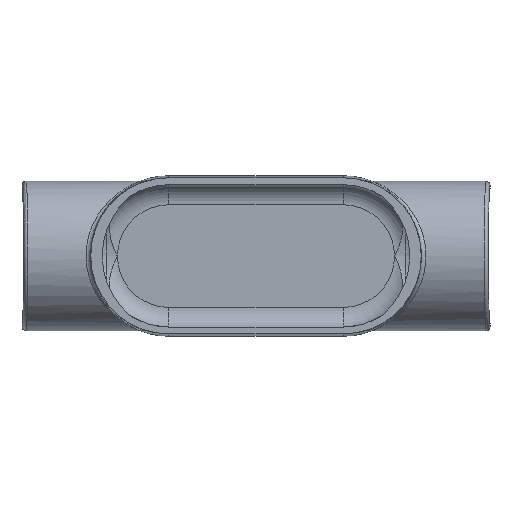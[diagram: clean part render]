
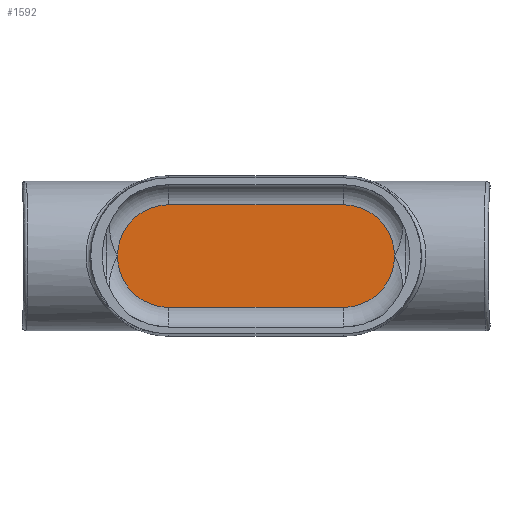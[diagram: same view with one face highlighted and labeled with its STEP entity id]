
A CAD part, top view. The second image highlights one B-rep face of the part: STEP entity #1592.
In plain terms, the highlighted planar face has unit normal (0, 0, 1).
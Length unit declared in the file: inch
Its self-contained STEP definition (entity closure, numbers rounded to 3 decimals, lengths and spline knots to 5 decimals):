
#101=LINE('',#4750,#177);
#103=LINE('',#4753,#179);
#177=VECTOR('',#2022,4.75);
#179=VECTOR('',#2026,4.75);
#244=PLANE('',#1741);
#328=CIRCLE('',#1712,1.39766);
#329=CIRCLE('',#1714,1.39766);
#336=CIRCLE('',#1726,1.39766);
#337=CIRCLE('',#1728,1.39766);
#439=FACE_OUTER_BOUND('',#536,.T.);
#536=EDGE_LOOP('',(#1155,#1156,#1157,#1158,#1159,#1160));
#680=VERTEX_POINT('',#4559);
#682=VERTEX_POINT('',#4574);
#684=VERTEX_POINT('',#4591);
#693=VERTEX_POINT('',#4655);
#695=VERTEX_POINT('',#4670);
#697=VERTEX_POINT('',#4687);
#846=EDGE_CURVE('',#682,#680,#328,.F.);
#848=EDGE_CURVE('',#680,#684,#329,.F.);
#863=EDGE_CURVE('',#695,#693,#336,.F.);
#865=EDGE_CURVE('',#693,#697,#337,.F.);
#877=EDGE_CURVE('',#697,#682,#101,.T.);
#879=EDGE_CURVE('',#684,#695,#103,.T.);
#1155=ORIENTED_EDGE('',*,*,#848,.F.);
#1156=ORIENTED_EDGE('',*,*,#846,.F.);
#1157=ORIENTED_EDGE('',*,*,#877,.F.);
#1158=ORIENTED_EDGE('',*,*,#865,.F.);
#1159=ORIENTED_EDGE('',*,*,#863,.F.);
#1160=ORIENTED_EDGE('',*,*,#879,.F.);
#1592=ADVANCED_FACE('',(#439),#244,.T.);
#1712=AXIS2_PLACEMENT_3D('',#4576,#1962,#1963);
#1714=AXIS2_PLACEMENT_3D('',#4592,#1966,#1967);
#1726=AXIS2_PLACEMENT_3D('',#4672,#1994,#1995);
#1728=AXIS2_PLACEMENT_3D('',#4688,#1998,#1999);
#1741=AXIS2_PLACEMENT_3D('',#4759,#2034,#2035);
#1962=DIRECTION('center_axis',(0.,0.,1.));
#1963=DIRECTION('ref_axis',(1.,0.,0.));
#1966=DIRECTION('center_axis',(0.,0.,1.));
#1967=DIRECTION('ref_axis',(1.,0.,0.));
#1994=DIRECTION('center_axis',(0.,0.,1.));
#1995=DIRECTION('ref_axis',(1.,0.,0.));
#1998=DIRECTION('center_axis',(0.,0.,1.));
#1999=DIRECTION('ref_axis',(1.,0.,0.));
#2022=DIRECTION('',(1.,0.,0.));
#2026=DIRECTION('',(-1.,0.,0.));
#2034=DIRECTION('center_axis',(0.,0.,1.));
#2035=DIRECTION('ref_axis',(1.,0.,0.));
#4559=CARTESIAN_POINT('',(3.77266,0.,-1.9375));
#4574=CARTESIAN_POINT('',(2.375,1.39766,-1.9375));
#4576=CARTESIAN_POINT('Origin',(2.375,0.,-1.9375));
#4591=CARTESIAN_POINT('',(2.375,-1.39766,-1.9375));
#4592=CARTESIAN_POINT('Origin',(2.375,0.,-1.9375));
#4655=CARTESIAN_POINT('',(-3.77266,0.,-1.9375));
#4670=CARTESIAN_POINT('',(-2.375,-1.39766,-1.9375));
#4672=CARTESIAN_POINT('Origin',(-2.375,0.,-1.9375));
#4687=CARTESIAN_POINT('',(-2.375,1.39766,-1.9375));
#4688=CARTESIAN_POINT('Origin',(-2.375,0.,-1.9375));
#4750=CARTESIAN_POINT('',(-2.375,1.39766,-1.9375));
#4753=CARTESIAN_POINT('',(2.375,-1.39766,-1.9375));
#4759=CARTESIAN_POINT('Origin',(2.375,0.,-1.9375));
